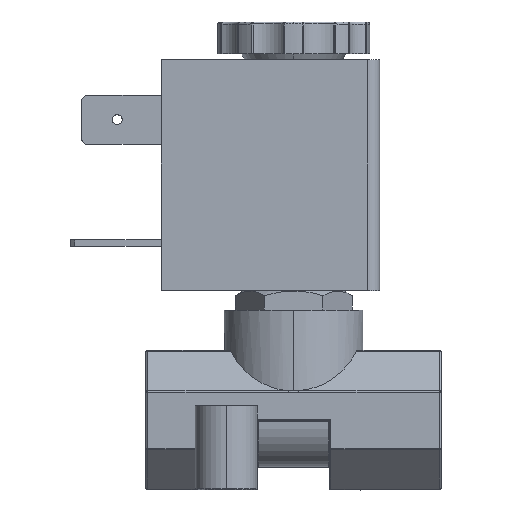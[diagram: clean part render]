
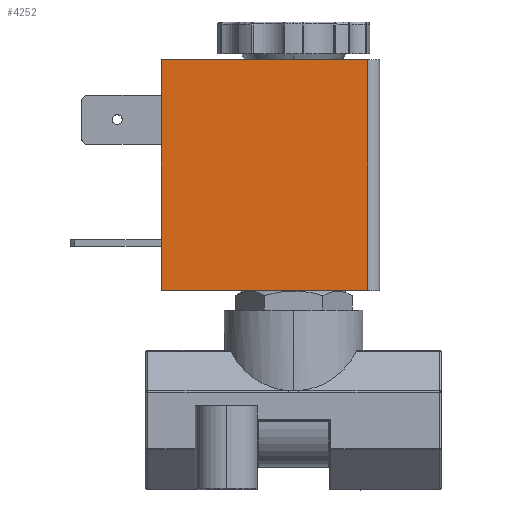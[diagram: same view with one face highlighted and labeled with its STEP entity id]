
A CAD part, top view. The second image highlights one B-rep face of the part: STEP entity #4252.
In plain terms, the highlighted planar face has unit normal (0, 0, 1).
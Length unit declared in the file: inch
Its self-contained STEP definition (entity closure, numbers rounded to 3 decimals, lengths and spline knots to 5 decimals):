
#68 = DIRECTION ( 'NONE',  ( 0., 1., 0. ) ) ;
#343 = VERTEX_POINT ( 'NONE', #3916 ) ;
#644 = EDGE_CURVE ( 'NONE', #4004, #9666, #12198, .T. ) ;
#852 = DIRECTION ( 'NONE',  ( -1., 0., 0. ) ) ;
#1297 = CARTESIAN_POINT ( 'NONE',  ( -0.66929, 0.65443, 0.435 ) ) ;
#1373 = ORIENTED_EDGE ( 'NONE', *, *, #11340, .F. ) ;
#2155 = EDGE_LOOP ( 'NONE', ( #8518, #5096, #1373, #11572 ) ) ;
#2267 = FACE_OUTER_BOUND ( 'NONE', #2155, .T. ) ;
#2298 = CARTESIAN_POINT ( 'NONE',  ( 0.37471, 0.65443, 0.435 ) ) ;
#3041 = VECTOR ( 'NONE', #852, 39.37008 ) ;
#3674 = VECTOR ( 'NONE', #9240, 39.37008 ) ;
#3742 = CARTESIAN_POINT ( 'NONE',  ( -0.66929, 1.82143, 0.435 ) ) ;
#3769 = DIRECTION ( 'NONE',  ( 1., 0., 0. ) ) ;
#3916 = CARTESIAN_POINT ( 'NONE',  ( 0.37471, 1.82143, 0.435 ) ) ;
#4004 = VERTEX_POINT ( 'NONE', #4508 ) ;
#4252 = ADVANCED_FACE ( 'Defeatured_0_251', ( #2267 ), #10087, .F. ) ;
#4508 = CARTESIAN_POINT ( 'NONE',  ( -0.66929, 0.65443, 0.435 ) ) ;
#4545 = LINE ( 'NONE', #8409, #6518 ) ;
#5096 = ORIENTED_EDGE ( 'NONE', *, *, #9143, .T. ) ;
#5430 = CARTESIAN_POINT ( 'NONE',  ( 0.37471, 0.65443, 0.435 ) ) ;
#5781 = VECTOR ( 'NONE', #3769, 39.37008 ) ;
#6518 = VECTOR ( 'NONE', #7438, 39.37008 ) ;
#6677 = AXIS2_PLACEMENT_3D ( 'NONE', #1297, #11129, #68 ) ;
#7438 = DIRECTION ( 'NONE',  ( 0., 1., 0. ) ) ;
#8206 = VERTEX_POINT ( 'NONE', #8952 ) ;
#8255 = LINE ( 'NONE', #5430, #3674 ) ;
#8409 = CARTESIAN_POINT ( 'NONE',  ( -0.66929, 1.23793, 0.435 ) ) ;
#8518 = ORIENTED_EDGE ( 'NONE', *, *, #10801, .F. ) ;
#8952 = CARTESIAN_POINT ( 'NONE',  ( -0.66929, 1.82143, 0.435 ) ) ;
#9143 = EDGE_CURVE ( 'NONE', #343, #8206, #9600, .T. ) ;
#9240 = DIRECTION ( 'NONE',  ( 0., -1., 0. ) ) ;
#9600 = LINE ( 'NONE', #3742, #3041 ) ;
#9666 = VERTEX_POINT ( 'NONE', #2298 ) ;
#10087 = PLANE ( 'NONE',  #6677 ) ;
#10801 = EDGE_CURVE ( 'NONE', #343, #9666, #8255, .T. ) ;
#11129 = DIRECTION ( 'NONE',  ( 0., 0., -1. ) ) ;
#11340 = EDGE_CURVE ( 'NONE', #4004, #8206, #4545, .T. ) ;
#11572 = ORIENTED_EDGE ( 'NONE', *, *, #644, .T. ) ;
#12198 = LINE ( 'NONE', #12578, #5781 ) ;
#12578 = CARTESIAN_POINT ( 'NONE',  ( -0.66929, 0.65443, 0.435 ) ) ;
